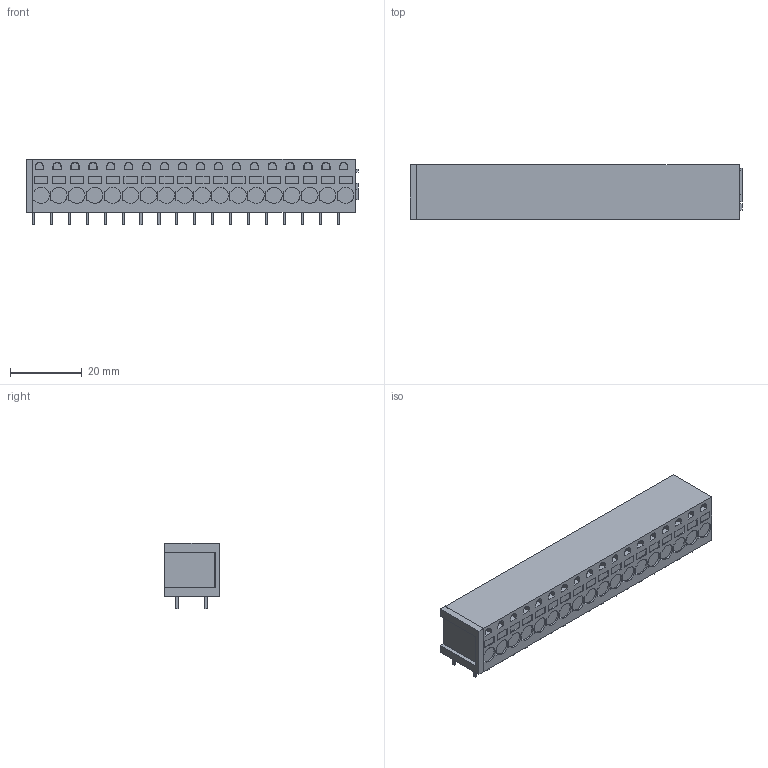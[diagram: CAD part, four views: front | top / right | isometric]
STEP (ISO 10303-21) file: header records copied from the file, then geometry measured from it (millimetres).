
FILE_DESCRIPTION(('CATIA V5 STEP Exchange','CAx-IF Rec.Pracs.--- Model Styling and Organization---1.4--- 2014-01-23'),'2;1');
FILE_NAME ('399573-3_1_1425460000_1425460000.stp','2022-08-10T07:56:03+00:00',('none'),('Weidmueller'),'CATIA Version 5-6 Release 2016 SP3 HF44','CATIA V5 STEP AP214','none');
FILE_SCHEMA(('AUTOMOTIVE_DESIGN { 1 0 10303 214 1 1 1 1 }'));
Length unit declared in the file: millimetre
Products named in the file (1): 1425460000
Bounding box: 92.63 x 15.2 x 18.3 mm (x, y, z)
Volume: 20221.3 mm3; surface area: 7870.9 mm2
Topology: 37 solids, 109 shells, 1164 faces, 2663 edges, 1775 vertices
Faces by surface type: plane 918, cylinder 120, cone 54, bspline 36, extrusion 18, torus 18
Entity records: 34765 total; most frequent: CARTESIAN_POINT 10102, ORIENTED_EDGE 5326, DIRECTION 4121, EDGE_CURVE 2663, VECTOR 2081, LINE 2063, VERTEX_POINT 1775, EDGE_LOOP 1232
